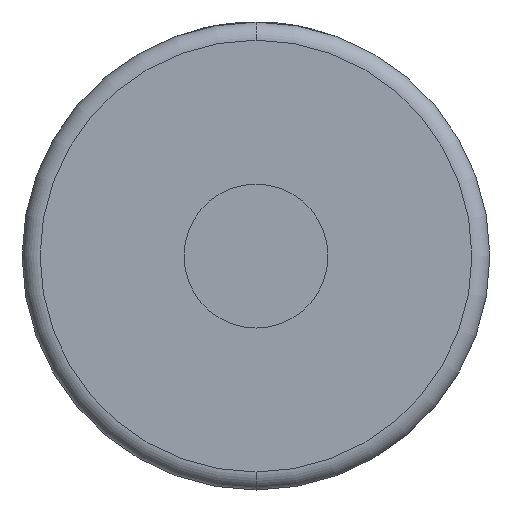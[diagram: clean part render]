
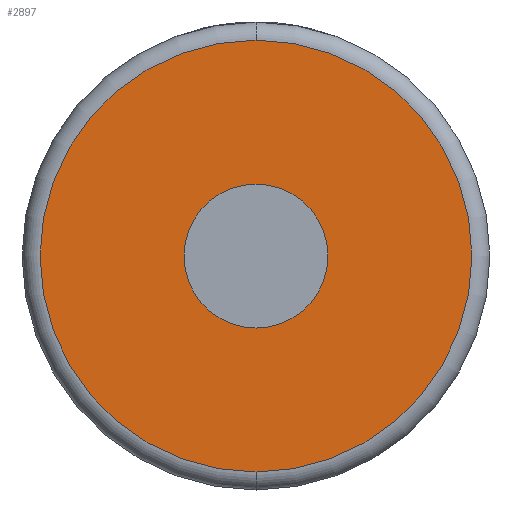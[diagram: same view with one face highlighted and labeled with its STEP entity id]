
A CAD part, front view. The second image highlights one B-rep face of the part: STEP entity #2897.
In plain terms, the highlighted planar face has unit normal (0, -1, 0).
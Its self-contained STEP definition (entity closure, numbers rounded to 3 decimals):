
#25 = DIRECTION ( 'NONE',  ( 0., 0., 1. ) ) ;
#54 = ORIENTED_EDGE ( 'NONE', *, *, #1588, .T. ) ;
#83 = FACE_OUTER_BOUND ( 'NONE', #765, .T. ) ;
#106 = CARTESIAN_POINT ( 'NONE',  ( 0., 0., 0. ) ) ;
#213 = VERTEX_POINT ( 'NONE', #763 ) ;
#296 = ORIENTED_EDGE ( 'NONE', *, *, #559, .T. ) ;
#370 = CIRCLE ( 'NONE', #393, 4. ) ;
#393 = AXIS2_PLACEMENT_3D ( 'NONE', #106, #1849, #695 ) ;
#436 = CIRCLE ( 'NONE', #1688, 12. ) ;
#485 = DIRECTION ( 'NONE',  ( 0., -1., 0. ) ) ;
#559 = EDGE_CURVE ( 'NONE', #925, #1992, #1864, .T. ) ;
#607 = EDGE_CURVE ( 'NONE', #213, #2139, #2564, .T. ) ;
#695 = DIRECTION ( 'NONE',  ( 0., 0., 1. ) ) ;
#730 = DIRECTION ( 'NONE',  ( 0., 0., 1. ) ) ;
#763 = CARTESIAN_POINT ( 'NONE',  ( 0., 0., 4. ) ) ;
#765 = EDGE_LOOP ( 'NONE', ( #296, #54 ) ) ;
#909 = FACE_BOUND ( 'NONE', #918, .T. ) ;
#918 = EDGE_LOOP ( 'NONE', ( #2737, #2355 ) ) ;
#925 = VERTEX_POINT ( 'NONE', #3142 ) ;
#937 = DIRECTION ( 'NONE',  ( 0., -1., 0. ) ) ;
#957 = DIRECTION ( 'NONE',  ( 0., 1., 0. ) ) ;
#1157 = EDGE_CURVE ( 'NONE', #2139, #213, #370, .T. ) ;
#1205 = PLANE ( 'NONE',  #2596 ) ;
#1518 = CARTESIAN_POINT ( 'NONE',  ( 0., 0., 0. ) ) ;
#1588 = EDGE_CURVE ( 'NONE', #1992, #925, #436, .T. ) ;
#1688 = AXIS2_PLACEMENT_3D ( 'NONE', #1518, #485, #25 ) ;
#1849 = DIRECTION ( 'NONE',  ( 0., -1., 0. ) ) ;
#1861 = DIRECTION ( 'NONE',  ( 0., -1., 0. ) ) ;
#1864 = CIRCLE ( 'NONE', #1978, 12. ) ;
#1872 = DIRECTION ( 'NONE',  ( 0., 0., 1. ) ) ;
#1959 = DIRECTION ( 'NONE',  ( 0., 0., 1. ) ) ;
#1978 = AXIS2_PLACEMENT_3D ( 'NONE', #3193, #937, #1959 ) ;
#1992 = VERTEX_POINT ( 'NONE', #2696 ) ;
#2139 = VERTEX_POINT ( 'NONE', #3247 ) ;
#2355 = ORIENTED_EDGE ( 'NONE', *, *, #1157, .F. ) ;
#2564 = CIRCLE ( 'NONE', #2855, 4. ) ;
#2596 = AXIS2_PLACEMENT_3D ( 'NONE', #2747, #957, #730 ) ;
#2696 = CARTESIAN_POINT ( 'NONE',  ( 0., 0., -12. ) ) ;
#2737 = ORIENTED_EDGE ( 'NONE', *, *, #607, .F. ) ;
#2747 = CARTESIAN_POINT ( 'NONE',  ( 0., 0., 0. ) ) ;
#2851 = CARTESIAN_POINT ( 'NONE',  ( 0., 0., 0. ) ) ;
#2855 = AXIS2_PLACEMENT_3D ( 'NONE', #2851, #1861, #1872 ) ;
#2897 = ADVANCED_FACE ( 'NONE', ( #83, #909 ), #1205, .F. ) ;
#3142 = CARTESIAN_POINT ( 'NONE',  ( 0., 0., 12. ) ) ;
#3193 = CARTESIAN_POINT ( 'NONE',  ( 0., 0., 0. ) ) ;
#3247 = CARTESIAN_POINT ( 'NONE',  ( 0., 0., -4. ) ) ;
